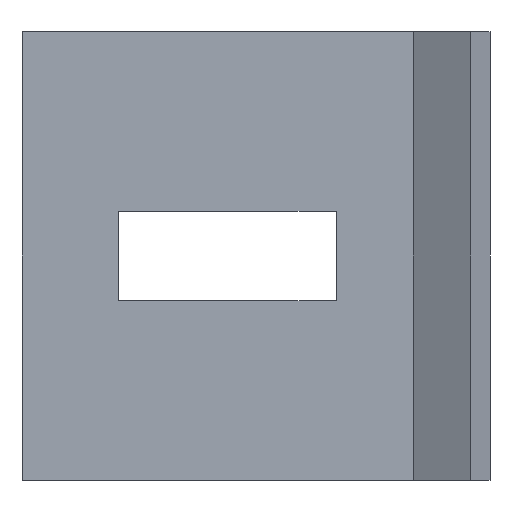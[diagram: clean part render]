
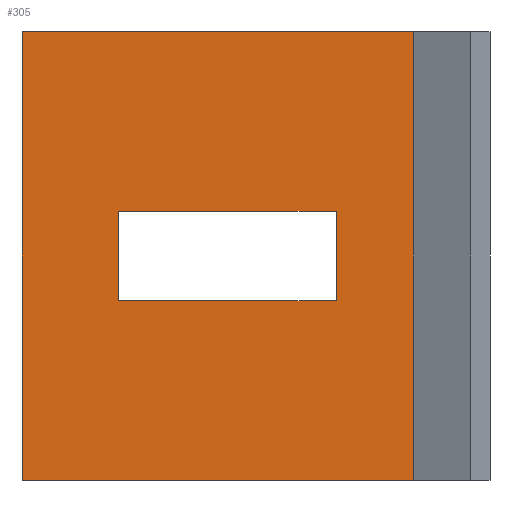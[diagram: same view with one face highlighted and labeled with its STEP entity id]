
A CAD part, front view. The second image highlights one B-rep face of the part: STEP entity #305.
In plain terms, the highlighted planar face has unit normal (0, -1, 0).
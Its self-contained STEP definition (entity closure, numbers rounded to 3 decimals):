
#22 = AXIS2_PLACEMENT_3D ( 'NONE', #422, #398, #397 ) ;
#37 = EDGE_CURVE ( 'NONE', #190, #195, #74, .T. ) ;
#44 = EDGE_CURVE ( 'NONE', #185, #180, #115, .T. ) ;
#46 = EDGE_CURVE ( 'NONE', #178, #171, #114, .T. ) ;
#50 = EDGE_CURVE ( 'NONE', #185, #175, #255, .T. ) ;
#64 = EDGE_CURVE ( 'NONE', #171, #190, #230, .T. ) ;
#65 = EDGE_CURVE ( 'NONE', #195, #178, #228, .T. ) ;
#66 = EDGE_CURVE ( 'NONE', #180, #189, #224, .T. ) ;
#67 = EDGE_CURVE ( 'NONE', #175, #189, #225, .T. ) ;
#71 = VECTOR ( 'NONE', #333, 1000. ) ;
#74 = LINE ( 'NONE', #355, #90 ) ;
#85 = ORIENTED_EDGE ( 'NONE', *, *, #46, .F. ) ;
#90 = VECTOR ( 'NONE', #334, 1000. ) ;
#91 = ORIENTED_EDGE ( 'NONE', *, *, #64, .F. ) ;
#98 = VECTOR ( 'NONE', #419, 1000. ) ;
#99 = EDGE_LOOP ( 'NONE', ( #163, #138, #146, #151 ) ) ;
#104 = ORIENTED_EDGE ( 'NONE', *, *, #37, .F. ) ;
#106 = EDGE_LOOP ( 'NONE', ( #104, #91, #85, #108 ) ) ;
#108 = ORIENTED_EDGE ( 'NONE', *, *, #65, .F. ) ;
#114 = LINE ( 'NONE', #414, #71 ) ;
#115 = LINE ( 'NONE', #354, #98 ) ;
#138 = ORIENTED_EDGE ( 'NONE', *, *, #66, .F. ) ;
#146 = ORIENTED_EDGE ( 'NONE', *, *, #44, .F. ) ;
#151 = ORIENTED_EDGE ( 'NONE', *, *, #50, .T. ) ;
#163 = ORIENTED_EDGE ( 'NONE', *, *, #67, .T. ) ;
#171 = VERTEX_POINT ( 'NONE', #389 ) ;
#175 = VERTEX_POINT ( 'NONE', #353 ) ;
#178 = VERTEX_POINT ( 'NONE', #393 ) ;
#180 = VERTEX_POINT ( 'NONE', #383 ) ;
#185 = VERTEX_POINT ( 'NONE', #388 ) ;
#189 = VERTEX_POINT ( 'NONE', #360 ) ;
#190 = VERTEX_POINT ( 'NONE', #361 ) ;
#195 = VERTEX_POINT ( 'NONE', #396 ) ;
#203 = FACE_OUTER_BOUND ( 'NONE', #99, .T. ) ;
#206 = FACE_BOUND ( 'NONE', #106, .T. ) ;
#221 = VECTOR ( 'NONE', #364, 1000. ) ;
#223 = VECTOR ( 'NONE', #318, 1000. ) ;
#224 = LINE ( 'NONE', #407, #223 ) ;
#225 = LINE ( 'NONE', #359, #221 ) ;
#226 = VECTOR ( 'NONE', #402, 1000. ) ;
#227 = VECTOR ( 'NONE', #372, 1000. ) ;
#228 = LINE ( 'NONE', #400, #226 ) ;
#230 = LINE ( 'NONE', #374, #227 ) ;
#253 = VECTOR ( 'NONE', #314, 1000. ) ;
#255 = LINE ( 'NONE', #404, #253 ) ;
#305 = ADVANCED_FACE ( 'NONE', ( #206, #203 ), #406, .T. ) ;
#314 = DIRECTION ( 'NONE',  ( 1., 0., 0. ) ) ;
#318 = DIRECTION ( 'NONE',  ( 1., 0., 0. ) ) ;
#333 = DIRECTION ( 'NONE',  ( 0., 0., -1. ) ) ;
#334 = DIRECTION ( 'NONE',  ( 0., 0., 1. ) ) ;
#353 = CARTESIAN_POINT ( 'NONE',  ( 30.496, -3., -17.5 ) ) ;
#354 = CARTESIAN_POINT ( 'NONE',  ( 0., -3., -17.5 ) ) ;
#355 = CARTESIAN_POINT ( 'NONE',  ( 24.5, -3., -17.5 ) ) ;
#359 = CARTESIAN_POINT ( 'NONE',  ( 30.496, -3., -17.5 ) ) ;
#360 = CARTESIAN_POINT ( 'NONE',  ( 30.496, -3., 17.5 ) ) ;
#361 = CARTESIAN_POINT ( 'NONE',  ( 24.5, -3., -3.5 ) ) ;
#364 = DIRECTION ( 'NONE',  ( 0., 0., 1. ) ) ;
#372 = DIRECTION ( 'NONE',  ( 1., 0., 0. ) ) ;
#374 = CARTESIAN_POINT ( 'NONE',  ( 0., -3., -3.5 ) ) ;
#383 = CARTESIAN_POINT ( 'NONE',  ( 0., -3., 17.5 ) ) ;
#388 = CARTESIAN_POINT ( 'NONE',  ( 0., -3., -17.5 ) ) ;
#389 = CARTESIAN_POINT ( 'NONE',  ( 7.5, -3., -3.5 ) ) ;
#393 = CARTESIAN_POINT ( 'NONE',  ( 7.5, -3., 3.5 ) ) ;
#396 = CARTESIAN_POINT ( 'NONE',  ( 24.5, -3., 3.5 ) ) ;
#397 = DIRECTION ( 'NONE',  ( 1., 0., 0. ) ) ;
#398 = DIRECTION ( 'NONE',  ( 0., -1., 0. ) ) ;
#400 = CARTESIAN_POINT ( 'NONE',  ( 0., -3., 3.5 ) ) ;
#402 = DIRECTION ( 'NONE',  ( -1., 0., 0. ) ) ;
#404 = CARTESIAN_POINT ( 'NONE',  ( 0., -3., -17.5 ) ) ;
#406 = PLANE ( 'NONE',  #22 ) ;
#407 = CARTESIAN_POINT ( 'NONE',  ( 0., -3., 17.5 ) ) ;
#414 = CARTESIAN_POINT ( 'NONE',  ( 7.5, -3., -17.5 ) ) ;
#419 = DIRECTION ( 'NONE',  ( 0., 0., 1. ) ) ;
#422 = CARTESIAN_POINT ( 'NONE',  ( 0., -3., -17.5 ) ) ;
